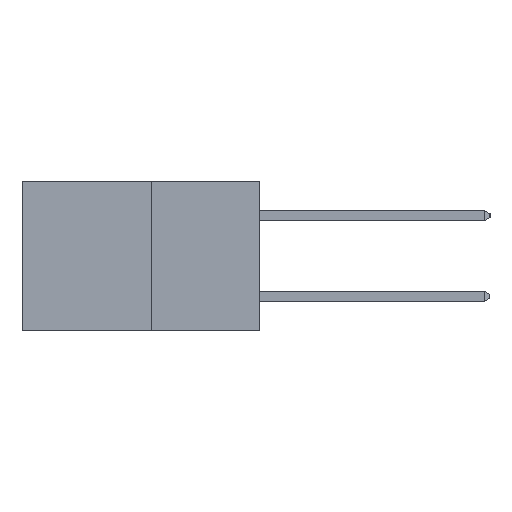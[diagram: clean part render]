
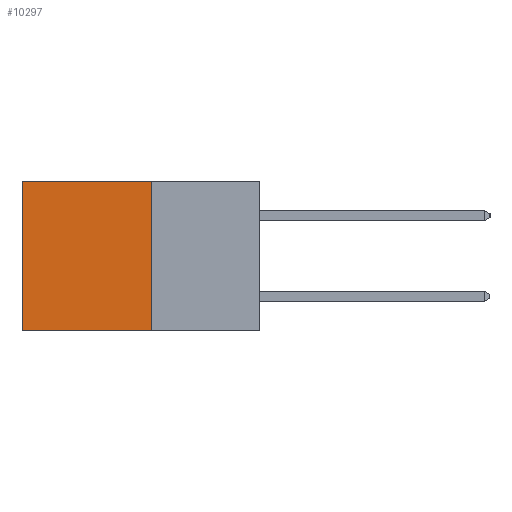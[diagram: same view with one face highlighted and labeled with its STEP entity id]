
A CAD part, left-side view. The second image highlights one B-rep face of the part: STEP entity #10297.
In plain terms, the highlighted planar face has unit normal (-1, 0, 0).
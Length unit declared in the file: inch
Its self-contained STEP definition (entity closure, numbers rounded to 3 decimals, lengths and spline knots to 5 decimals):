
#62 = LINE ( 'NONE', #7653, #7743 ) ;
#796 = PLANE ( 'NONE',  #2902 ) ;
#1770 = DIRECTION ( 'NONE',  ( 0., 0., -1. ) ) ;
#1821 = EDGE_CURVE ( 'NONE', #5095, #10255, #2262, .T. ) ;
#1945 = DIRECTION ( 'NONE',  ( 0., 1., 0. ) ) ;
#2012 = EDGE_CURVE ( 'NONE', #5398, #8785, #2111, .T. ) ;
#2111 = LINE ( 'NONE', #6972, #9379 ) ;
#2262 = LINE ( 'NONE', #9591, #9803 ) ;
#2274 = LINE ( 'NONE', #5405, #9543 ) ;
#2902 = AXIS2_PLACEMENT_3D ( 'NONE', #11091, #7485, #1770 ) ;
#2986 = DIRECTION ( 'NONE',  ( 0., 0., -1. ) ) ;
#3656 = EDGE_CURVE ( 'NONE', #10255, #8785, #62, .T. ) ;
#3703 = DIRECTION ( 'NONE',  ( 0., 0., -1. ) ) ;
#4388 = EDGE_CURVE ( 'NONE', #5095, #5398, #2274, .T. ) ;
#4626 = CARTESIAN_POINT ( 'NONE',  ( 0.277, 0.27, -0.37 ) ) ;
#5095 = VERTEX_POINT ( 'NONE', #9203 ) ;
#5398 = VERTEX_POINT ( 'NONE', #9571 ) ;
#5405 = CARTESIAN_POINT ( 'NONE',  ( 0.277, 0.27, 0. ) ) ;
#6589 = ORIENTED_EDGE ( 'NONE', *, *, #4388, .T. ) ;
#6972 = CARTESIAN_POINT ( 'NONE',  ( 0.277, 0.59, -0.37 ) ) ;
#6999 = ORIENTED_EDGE ( 'NONE', *, *, #1821, .F. ) ;
#7485 = DIRECTION ( 'NONE',  ( 1., 0., 0. ) ) ;
#7488 = ORIENTED_EDGE ( 'NONE', *, *, #3656, .F. ) ;
#7610 = EDGE_LOOP ( 'NONE', ( #11119, #7488, #6999, #6589 ) ) ;
#7653 = CARTESIAN_POINT ( 'NONE',  ( 0.277, 0.27, -0.37 ) ) ;
#7743 = VECTOR ( 'NONE', #1945, 39.37008 ) ;
#8785 = VERTEX_POINT ( 'NONE', #10200 ) ;
#9203 = CARTESIAN_POINT ( 'NONE',  ( 0.277, 0.27, 0. ) ) ;
#9379 = VECTOR ( 'NONE', #2986, 39.37008 ) ;
#9543 = VECTOR ( 'NONE', #11769, 39.37008 ) ;
#9571 = CARTESIAN_POINT ( 'NONE',  ( 0.277, 0.59, 0. ) ) ;
#9591 = CARTESIAN_POINT ( 'NONE',  ( 0.277, 0.27, -0.37 ) ) ;
#9803 = VECTOR ( 'NONE', #3703, 39.37008 ) ;
#10200 = CARTESIAN_POINT ( 'NONE',  ( 0.277, 0.59, -0.37 ) ) ;
#10255 = VERTEX_POINT ( 'NONE', #4626 ) ;
#10297 = ADVANCED_FACE ( 'NONE', ( #11098 ), #796, .F. ) ;
#11091 = CARTESIAN_POINT ( 'NONE',  ( 0.277, 0.27, -0.37 ) ) ;
#11098 = FACE_OUTER_BOUND ( 'NONE', #7610, .T. ) ;
#11119 = ORIENTED_EDGE ( 'NONE', *, *, #2012, .T. ) ;
#11769 = DIRECTION ( 'NONE',  ( 0., 1., 0. ) ) ;
